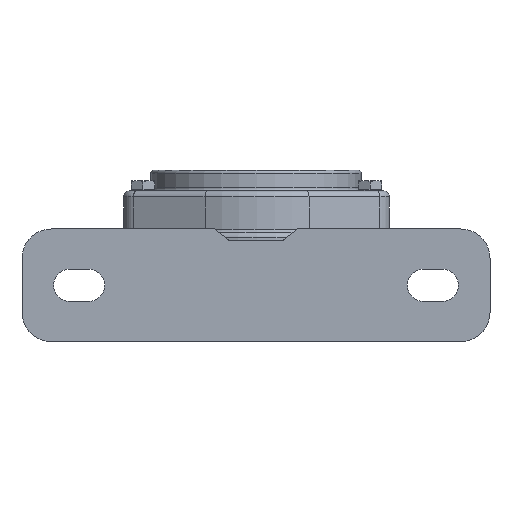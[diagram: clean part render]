
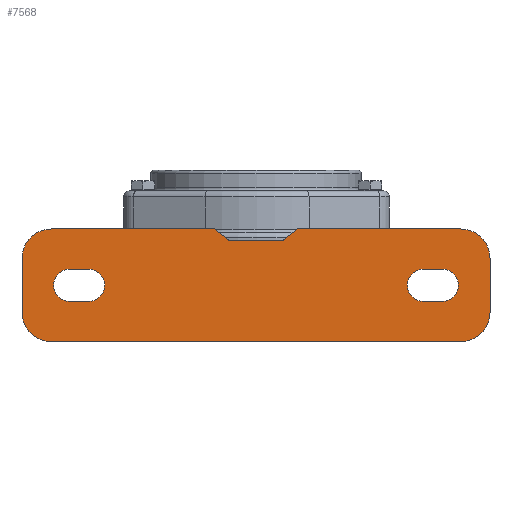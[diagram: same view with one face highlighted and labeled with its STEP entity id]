
A CAD part, front view. The second image highlights one B-rep face of the part: STEP entity #7568.
In plain terms, the highlighted planar face has unit normal (0, -1, 0).
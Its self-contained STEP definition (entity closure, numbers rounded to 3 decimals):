
#860=LINE($,#13769,#1226);
#864=LINE($,#13778,#1230);
#867=LINE($,#13786,#1233);
#870=LINE($,#13794,#1236);
#873=LINE($,#13802,#1239);
#876=LINE($,#13808,#1242);
#894=LINE($,#13850,#1260);
#895=LINE($,#13851,#1261);
#896=LINE($,#13856,#1262);
#897=LINE($,#13859,#1263);
#898=LINE($,#13862,#1264);
#899=LINE($,#13866,#1265);
#1226=VECTOR($,#10210,55.78);
#1230=VECTOR($,#10220,18.5);
#1233=VECTOR($,#10229,140.);
#1236=VECTOR($,#10238,18.5);
#1239=VECTOR($,#10247,55.78);
#1242=VECTOR($,#10252,6.506);
#1260=VECTOR($,#10296,18.179);
#1261=VECTOR($,#10297,6.506);
#1262=VECTOR($,#10300,6.5);
#1263=VECTOR($,#10303,6.5);
#1264=VECTOR($,#10304,6.5);
#1265=VECTOR($,#10307,6.5);
#1489=PLANE($,#8401);
#1669=FACE_BOUND($,#2739,.T.);
#1670=FACE_BOUND($,#2740,.T.);
#2176=FACE_OUTER_BOUND($,#2738,.T.);
#2738=EDGE_LOOP($,(#6542,#6543,#6544,#6545,#6546,#6547,#6548,#6549,#6550,
#6551,#6552,#6553));
#2739=EDGE_LOOP($,(#6554,#6555,#6556,#6557));
#2740=EDGE_LOOP($,(#6558,#6559,#6560,#6561));
#3247=CIRCLE($,#8377,10.);
#3248=CIRCLE($,#8380,10.);
#3249=CIRCLE($,#8383,10.);
#3250=CIRCLE($,#8386,10.);
#3255=CIRCLE($,#8402,5.5);
#3256=CIRCLE($,#8403,5.5);
#3257=CIRCLE($,#8404,5.5);
#3258=CIRCLE($,#8405,5.5);
#3865=VERTEX_POINT($,#13766);
#3866=VERTEX_POINT($,#13768);
#3867=VERTEX_POINT($,#13772);
#3868=VERTEX_POINT($,#13776);
#3869=VERTEX_POINT($,#13780);
#3870=VERTEX_POINT($,#13784);
#3871=VERTEX_POINT($,#13788);
#3872=VERTEX_POINT($,#13792);
#3873=VERTEX_POINT($,#13796);
#3874=VERTEX_POINT($,#13800);
#3876=VERTEX_POINT($,#13806);
#3887=VERTEX_POINT($,#13849);
#3888=VERTEX_POINT($,#13852);
#3889=VERTEX_POINT($,#13853);
#3890=VERTEX_POINT($,#13855);
#3891=VERTEX_POINT($,#13857);
#3892=VERTEX_POINT($,#13860);
#3893=VERTEX_POINT($,#13861);
#3894=VERTEX_POINT($,#13863);
#3895=VERTEX_POINT($,#13865);
#4773=EDGE_CURVE($,#3865,#3866,#860,.T.);
#4776=EDGE_CURVE($,#3867,#3865,#3247,.T.);
#4778=EDGE_CURVE($,#3867,#3868,#864,.T.);
#4780=EDGE_CURVE($,#3869,#3868,#3248,.T.);
#4782=EDGE_CURVE($,#3869,#3870,#867,.T.);
#4784=EDGE_CURVE($,#3871,#3870,#3249,.T.);
#4786=EDGE_CURVE($,#3872,#3871,#870,.T.);
#4788=EDGE_CURVE($,#3873,#3872,#3250,.T.);
#4790=EDGE_CURVE($,#3874,#3873,#873,.T.);
#4793=EDGE_CURVE($,#3876,#3874,#876,.T.);
#4815=EDGE_CURVE($,#3876,#3887,#894,.T.);
#4816=EDGE_CURVE($,#3866,#3887,#895,.T.);
#4817=EDGE_CURVE($,#3888,#3889,#3255,.T.);
#4818=EDGE_CURVE($,#3889,#3890,#896,.T.);
#4819=EDGE_CURVE($,#3890,#3891,#3256,.T.);
#4820=EDGE_CURVE($,#3891,#3888,#897,.T.);
#4821=EDGE_CURVE($,#3892,#3893,#898,.T.);
#4822=EDGE_CURVE($,#3893,#3894,#3257,.T.);
#4823=EDGE_CURVE($,#3894,#3895,#899,.T.);
#4824=EDGE_CURVE($,#3895,#3892,#3258,.T.);
#6542=ORIENTED_EDGE($,*,*,#4784,.F.);
#6543=ORIENTED_EDGE($,*,*,#4786,.F.);
#6544=ORIENTED_EDGE($,*,*,#4788,.F.);
#6545=ORIENTED_EDGE($,*,*,#4790,.F.);
#6546=ORIENTED_EDGE($,*,*,#4793,.F.);
#6547=ORIENTED_EDGE($,*,*,#4815,.T.);
#6548=ORIENTED_EDGE($,*,*,#4816,.F.);
#6549=ORIENTED_EDGE($,*,*,#4773,.F.);
#6550=ORIENTED_EDGE($,*,*,#4776,.F.);
#6551=ORIENTED_EDGE($,*,*,#4778,.T.);
#6552=ORIENTED_EDGE($,*,*,#4780,.F.);
#6553=ORIENTED_EDGE($,*,*,#4782,.T.);
#6554=ORIENTED_EDGE($,*,*,#4817,.T.);
#6555=ORIENTED_EDGE($,*,*,#4818,.T.);
#6556=ORIENTED_EDGE($,*,*,#4819,.T.);
#6557=ORIENTED_EDGE($,*,*,#4820,.T.);
#6558=ORIENTED_EDGE($,*,*,#4821,.T.);
#6559=ORIENTED_EDGE($,*,*,#4822,.T.);
#6560=ORIENTED_EDGE($,*,*,#4823,.T.);
#6561=ORIENTED_EDGE($,*,*,#4824,.T.);
#7568=ADVANCED_FACE($,(#2176,#1669,#1670),#1489,.T.);
#8377=AXIS2_PLACEMENT_3D($,#13774,#10215,#10216);
#8380=AXIS2_PLACEMENT_3D($,#13782,#10224,#10225);
#8383=AXIS2_PLACEMENT_3D($,#13790,#10233,#10234);
#8386=AXIS2_PLACEMENT_3D($,#13798,#10242,#10243);
#8401=AXIS2_PLACEMENT_3D($,#13848,#10294,#10295);
#8402=AXIS2_PLACEMENT_3D($,#13854,#10298,#10299);
#8403=AXIS2_PLACEMENT_3D($,#13858,#10301,#10302);
#8404=AXIS2_PLACEMENT_3D($,#13864,#10305,#10306);
#8405=AXIS2_PLACEMENT_3D($,#13867,#10308,#10309);
#10210=DIRECTION($,(1.,0.,0.));
#10215=DIRECTION('center_axis',(0.,1.,0.));
#10216=DIRECTION('ref_axis',(-0.707,0.,0.707));
#10220=DIRECTION($,(0.,0.,-1.));
#10224=DIRECTION('center_axis',(0.,1.,0.));
#10225=DIRECTION('ref_axis',(-0.707,0.,-0.707));
#10229=DIRECTION($,(1.,0.,0.));
#10233=DIRECTION('center_axis',(0.,1.,0.));
#10234=DIRECTION('ref_axis',(0.707,0.,-0.707));
#10238=DIRECTION($,(0.,0.,-1.));
#10242=DIRECTION('center_axis',(0.,1.,0.));
#10243=DIRECTION('ref_axis',(0.707,0.,0.707));
#10247=DIRECTION($,(1.,0.,0.));
#10252=DIRECTION($,(0.789,0.,0.615));
#10294=DIRECTION('center_axis',(0.,-1.,0.));
#10295=DIRECTION('ref_axis',(0.,0.,-1.));
#10296=DIRECTION($,(-1.,0.,0.));
#10297=DIRECTION($,(0.789,0.,-0.615));
#10298=DIRECTION('center_axis',(0.,1.,0.));
#10299=DIRECTION('ref_axis',(0.,0.,1.));
#10300=DIRECTION($,(1.,0.,0.));
#10301=DIRECTION('center_axis',(0.,1.,0.));
#10302=DIRECTION('ref_axis',(0.,0.,-1.));
#10303=DIRECTION($,(-1.,0.,0.));
#10304=DIRECTION($,(1.,0.,0.));
#10305=DIRECTION('center_axis',(0.,1.,0.));
#10306=DIRECTION('ref_axis',(0.,0.,-1.));
#10307=DIRECTION($,(-1.,0.,0.));
#10308=DIRECTION('center_axis',(0.,1.,0.));
#10309=DIRECTION('ref_axis',(0.,0.,1.));
#13766=CARTESIAN_POINT('',(-59.86,-77.463,-108.217));
#13768=CARTESIAN_POINT('',(-4.08,-77.463,-108.217));
#13769=CARTESIAN_POINT($,(-69.86,-77.463,-108.217));
#13772=CARTESIAN_POINT('',(-69.86,-77.463,-118.217));
#13774=CARTESIAN_POINT('Origin',(-59.86,-77.463,-118.217));
#13776=CARTESIAN_POINT('',(-69.86,-77.463,-136.717));
#13778=CARTESIAN_POINT($,(-69.86,-77.463,-108.217));
#13780=CARTESIAN_POINT('',(-59.86,-77.463,-146.717));
#13782=CARTESIAN_POINT('Origin',(-59.86,-77.463,-136.717));
#13784=CARTESIAN_POINT('',(80.14,-77.463,-146.717));
#13786=CARTESIAN_POINT($,(-69.86,-77.463,-146.717));
#13788=CARTESIAN_POINT('',(90.14,-77.463,-136.717));
#13790=CARTESIAN_POINT('Origin',(80.14,-77.463,-136.717));
#13792=CARTESIAN_POINT('',(90.14,-77.463,-118.217));
#13794=CARTESIAN_POINT($,(90.14,-77.463,-108.217));
#13796=CARTESIAN_POINT('',(80.14,-77.463,-108.217));
#13798=CARTESIAN_POINT('Origin',(80.14,-77.463,-118.217));
#13800=CARTESIAN_POINT('',(24.36,-77.463,-108.217));
#13802=CARTESIAN_POINT($,(-69.86,-77.463,-108.217));
#13806=CARTESIAN_POINT('',(19.23,-77.463,-112.217));
#13808=CARTESIAN_POINT($,(-6.311,-77.463,-132.129));
#13848=CARTESIAN_POINT('Origin',(-69.86,-77.463,-108.217));
#13849=CARTESIAN_POINT('',(1.05,-77.463,-112.217));
#13850=CARTESIAN_POINT($,(-29.86,-77.463,-112.217));
#13851=CARTESIAN_POINT($,(-29.383,-77.463,-88.492));
#13852=CARTESIAN_POINT('',(67.39,-77.463,-132.967));
#13853=CARTESIAN_POINT('',(67.39,-77.463,-121.967));
#13854=CARTESIAN_POINT('Origin',(67.39,-77.463,-127.467));
#13855=CARTESIAN_POINT('',(73.89,-77.463,-121.967));
#13856=CARTESIAN_POINT($,(2.015,-77.463,-121.967));
#13857=CARTESIAN_POINT('',(73.89,-77.463,-132.967));
#13858=CARTESIAN_POINT('Origin',(73.89,-77.463,-127.467));
#13859=CARTESIAN_POINT($,(-1.235,-77.463,-132.967));
#13860=CARTESIAN_POINT('',(-53.61,-77.463,-121.967));
#13861=CARTESIAN_POINT('',(-47.11,-77.463,-121.967));
#13862=CARTESIAN_POINT($,(-58.485,-77.463,-121.967));
#13863=CARTESIAN_POINT('',(-47.11,-77.463,-132.967));
#13864=CARTESIAN_POINT('Origin',(-47.11,-77.463,-127.467));
#13865=CARTESIAN_POINT('',(-53.61,-77.463,-132.967));
#13866=CARTESIAN_POINT($,(-61.735,-77.463,-132.967));
#13867=CARTESIAN_POINT('Origin',(-53.61,-77.463,-127.467));
